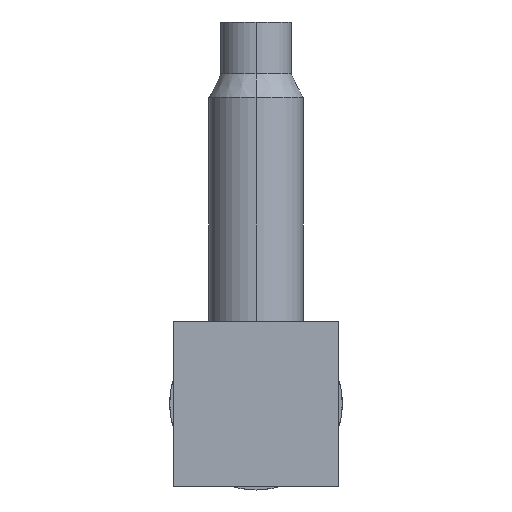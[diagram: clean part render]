
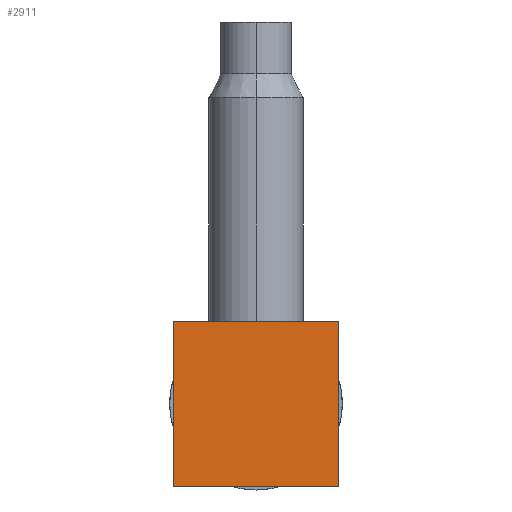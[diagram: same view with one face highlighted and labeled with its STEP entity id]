
A CAD part, front view. The second image highlights one B-rep face of the part: STEP entity #2911.
In plain terms, the highlighted planar face has unit normal (0, -1, 0).
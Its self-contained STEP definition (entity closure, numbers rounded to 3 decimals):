
#13=DIRECTION('',(0.,0.,-1.));
#14=VECTOR('',#13,7.);
#15=CARTESIAN_POINT('',(-3.5,-11.75,0.5));
#16=LINE('',#15,#14);
#17=DIRECTION('',(1.,0.,0.));
#18=VECTOR('',#17,7.);
#19=CARTESIAN_POINT('',(-3.5,-11.75,-6.5));
#20=LINE('',#19,#18);
#21=DIRECTION('',(1.,0.,0.));
#22=VECTOR('',#21,7.);
#23=CARTESIAN_POINT('',(-3.5,-11.75,0.5));
#24=LINE('',#23,#22);
#57=DIRECTION('',(0.,0.,-1.));
#58=VECTOR('',#57,7.);
#59=CARTESIAN_POINT('',(3.5,-11.75,0.5));
#60=LINE('',#59,#58);
#2547=CARTESIAN_POINT('',(-3.5,-11.75,-6.5));
#2549=VERTEX_POINT('',#2547);
#2553=CARTESIAN_POINT('',(-3.5,-11.75,0.5));
#2554=VERTEX_POINT('',#2553);
#2555=CARTESIAN_POINT('',(3.5,-11.75,-6.5));
#2557=VERTEX_POINT('',#2555);
#2561=CARTESIAN_POINT('',(3.5,-11.75,0.5));
#2562=VERTEX_POINT('',#2561);
#2898=CARTESIAN_POINT('',(-3.5,-11.75,0.5));
#2899=DIRECTION('',(0.,-1.,0.));
#2900=DIRECTION('',(0.,0.,-1.));
#2901=AXIS2_PLACEMENT_3D('',#2898,#2899,#2900);
#2902=PLANE('',#2901);
#2903=ORIENTED_EDGE('',*,*,#2878,.F.);
#2905=ORIENTED_EDGE('',*,*,#2904,.T.);
#2907=ORIENTED_EDGE('',*,*,#2906,.T.);
#2908=ORIENTED_EDGE('',*,*,#2889,.F.);
#2909=EDGE_LOOP('',(#2903,#2905,#2907,#2908));
#2910=FACE_OUTER_BOUND('',#2909,.F.);
#2878=EDGE_CURVE('',#2554,#2549,#16,.T.);
#2889=EDGE_CURVE('',#2549,#2557,#20,.T.);
#2904=EDGE_CURVE('',#2554,#2562,#24,.T.);
#2906=EDGE_CURVE('',#2562,#2557,#60,.T.);
#2911=ADVANCED_FACE('',(#2910),#2902,.T.);
